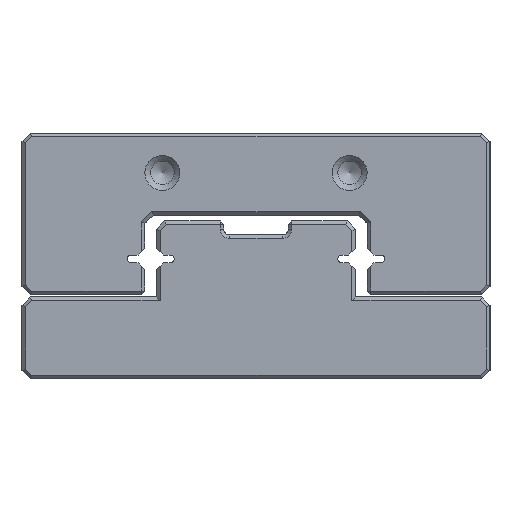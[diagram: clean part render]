
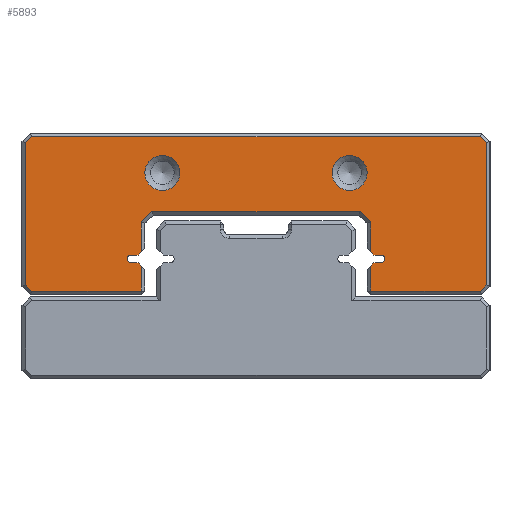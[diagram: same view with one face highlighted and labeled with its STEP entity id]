
A CAD part, left-side view. The second image highlights one B-rep face of the part: STEP entity #5893.
In plain terms, the highlighted planar face has unit normal (-1, 0, 0).
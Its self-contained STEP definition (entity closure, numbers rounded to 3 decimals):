
#5040=FACE_BOUND('',#8990,.T.);
#5041=FACE_BOUND('',#8991,.T.);
#5042=FACE_BOUND('',#8992,.T.);
#5486=CIRCLE('',#24540,0.333);
#5501=CIRCLE('',#24563,0.333);
#5505=CIRCLE('',#24573,1.5);
#5506=CIRCLE('',#24574,1.5);
#5893=ADVANCED_FACE('',(#5040,#5041,#5042),#6985,.T.);
#6985=PLANE('',#24575);
#8990=EDGE_LOOP('',(#11687,#11688,#11689,#11690,#11691,#11692,#11693,#11694,
#11695,#11696,#11697,#11698,#11699,#11700,#11701,#11702,#11703,#11704,#11705,
#11706,#11707,#11708,#11709,#11710,#11711,#11712));
#8991=EDGE_LOOP('',(#11713));
#8992=EDGE_LOOP('',(#11714));
#11687=ORIENTED_EDGE('',*,*,#18369,.F.);
#11688=ORIENTED_EDGE('',*,*,#18410,.T.);
#11689=ORIENTED_EDGE('',*,*,#18411,.T.);
#11690=ORIENTED_EDGE('',*,*,#18412,.T.);
#11691=ORIENTED_EDGE('',*,*,#18413,.T.);
#11692=ORIENTED_EDGE('',*,*,#18414,.T.);
#11693=ORIENTED_EDGE('',*,*,#18330,.F.);
#11694=ORIENTED_EDGE('',*,*,#18324,.F.);
#11695=ORIENTED_EDGE('',*,*,#18321,.F.);
#11696=ORIENTED_EDGE('',*,*,#18318,.F.);
#11697=ORIENTED_EDGE('',*,*,#18316,.F.);
#11698=ORIENTED_EDGE('',*,*,#18415,.T.);
#11699=ORIENTED_EDGE('',*,*,#18416,.T.);
#11700=ORIENTED_EDGE('',*,*,#18417,.T.);
#11701=ORIENTED_EDGE('',*,*,#18418,.T.);
#11702=ORIENTED_EDGE('',*,*,#18419,.T.);
#11703=ORIENTED_EDGE('',*,*,#18420,.T.);
#11704=ORIENTED_EDGE('',*,*,#18421,.T.);
#11705=ORIENTED_EDGE('',*,*,#18422,.T.);
#11706=ORIENTED_EDGE('',*,*,#18423,.T.);
#11707=ORIENTED_EDGE('',*,*,#18424,.T.);
#11708=ORIENTED_EDGE('',*,*,#18425,.T.);
#11709=ORIENTED_EDGE('',*,*,#18383,.F.);
#11710=ORIENTED_EDGE('',*,*,#18377,.F.);
#11711=ORIENTED_EDGE('',*,*,#18374,.F.);
#11712=ORIENTED_EDGE('',*,*,#18371,.F.);
#11713=ORIENTED_EDGE('',*,*,#18426,.T.);
#11714=ORIENTED_EDGE('',*,*,#18427,.T.);
#16300=VERTEX_POINT('',#32648);
#16301=VERTEX_POINT('',#32650);
#16302=VERTEX_POINT('',#32654);
#16304=VERTEX_POINT('',#32660);
#16306=VERTEX_POINT('',#32666);
#16311=VERTEX_POINT('',#32678);
#16347=VERTEX_POINT('',#32756);
#16348=VERTEX_POINT('',#32758);
#16349=VERTEX_POINT('',#32762);
#16351=VERTEX_POINT('',#32768);
#16353=VERTEX_POINT('',#32774);
#16358=VERTEX_POINT('',#32786);
#16381=VERTEX_POINT('',#32840);
#16382=VERTEX_POINT('',#32842);
#16383=VERTEX_POINT('',#32844);
#16384=VERTEX_POINT('',#32846);
#16385=VERTEX_POINT('',#32849);
#16386=VERTEX_POINT('',#32851);
#16387=VERTEX_POINT('',#32853);
#16388=VERTEX_POINT('',#32855);
#16389=VERTEX_POINT('',#32857);
#16390=VERTEX_POINT('',#32859);
#16391=VERTEX_POINT('',#32861);
#16392=VERTEX_POINT('',#32863);
#16393=VERTEX_POINT('',#32865);
#16394=VERTEX_POINT('',#32867);
#16395=VERTEX_POINT('',#32870);
#16396=VERTEX_POINT('',#32872);
#18316=EDGE_CURVE('',#16300,#16301,#20718,.T.);
#18318=EDGE_CURVE('',#16301,#16302,#20720,.T.);
#18321=EDGE_CURVE('',#16302,#16304,#5486,.T.);
#18324=EDGE_CURVE('',#16304,#16306,#20724,.T.);
#18330=EDGE_CURVE('',#16306,#16311,#20730,.T.);
#18369=EDGE_CURVE('',#16347,#16348,#20756,.T.);
#18371=EDGE_CURVE('',#16348,#16349,#20758,.T.);
#18374=EDGE_CURVE('',#16349,#16351,#5501,.T.);
#18377=EDGE_CURVE('',#16351,#16353,#20762,.T.);
#18383=EDGE_CURVE('',#16353,#16358,#20768,.T.);
#18410=EDGE_CURVE('',#16347,#16381,#20793,.T.);
#18411=EDGE_CURVE('',#16381,#16382,#20794,.T.);
#18412=EDGE_CURVE('',#16382,#16383,#20795,.T.);
#18413=EDGE_CURVE('',#16383,#16384,#20796,.T.);
#18414=EDGE_CURVE('',#16384,#16311,#20797,.T.);
#18415=EDGE_CURVE('',#16300,#16385,#20798,.T.);
#18416=EDGE_CURVE('',#16385,#16386,#20799,.T.);
#18417=EDGE_CURVE('',#16386,#16387,#20800,.T.);
#18418=EDGE_CURVE('',#16387,#16388,#20801,.T.);
#18419=EDGE_CURVE('',#16388,#16389,#20802,.T.);
#18420=EDGE_CURVE('',#16389,#16390,#20803,.T.);
#18421=EDGE_CURVE('',#16390,#16391,#20804,.T.);
#18422=EDGE_CURVE('',#16391,#16392,#20805,.T.);
#18423=EDGE_CURVE('',#16392,#16393,#20806,.T.);
#18424=EDGE_CURVE('',#16393,#16394,#20807,.T.);
#18425=EDGE_CURVE('',#16394,#16358,#20808,.T.);
#18426=EDGE_CURVE('',#16395,#16395,#5505,.T.);
#18427=EDGE_CURVE('',#16396,#16396,#5506,.T.);
#20718=LINE('',#32649,#22782);
#20720=LINE('',#32653,#22784);
#20724=LINE('',#32665,#22788);
#20730=LINE('',#32677,#22794);
#20756=LINE('',#32757,#22820);
#20758=LINE('',#32761,#22822);
#20762=LINE('',#32773,#22826);
#20768=LINE('',#32785,#22832);
#20793=LINE('',#32839,#22857);
#20794=LINE('',#32841,#22858);
#20795=LINE('',#32843,#22859);
#20796=LINE('',#32845,#22860);
#20797=LINE('',#32847,#22861);
#20798=LINE('',#32848,#22862);
#20799=LINE('',#32850,#22863);
#20800=LINE('',#32852,#22864);
#20801=LINE('',#32854,#22865);
#20802=LINE('',#32856,#22866);
#20803=LINE('',#32858,#22867);
#20804=LINE('',#32860,#22868);
#20805=LINE('',#32862,#22869);
#20806=LINE('',#32864,#22870);
#20807=LINE('',#32866,#22871);
#20808=LINE('',#32868,#22872);
#22782=VECTOR('',#26952,1.);
#22784=VECTOR('',#26956,1.);
#22788=VECTOR('',#26968,1.);
#22794=VECTOR('',#26976,1.);
#22820=VECTOR('',#27036,1.);
#22822=VECTOR('',#27040,1.);
#22826=VECTOR('',#27052,1.);
#22832=VECTOR('',#27060,1.);
#22857=VECTOR('',#27097,1.);
#22858=VECTOR('',#27098,1.);
#22859=VECTOR('',#27099,1.);
#22860=VECTOR('',#27100,1.);
#22861=VECTOR('',#27101,1.);
#22862=VECTOR('',#27102,1.);
#22863=VECTOR('',#27103,1.);
#22864=VECTOR('',#27104,1.);
#22865=VECTOR('',#27105,1.);
#22866=VECTOR('',#27106,1.);
#22867=VECTOR('',#27107,1.);
#22868=VECTOR('',#27108,1.);
#22869=VECTOR('',#27109,1.);
#22870=VECTOR('',#27110,1.);
#22871=VECTOR('',#27111,1.);
#22872=VECTOR('',#27112,1.);
#24540=AXIS2_PLACEMENT_3D('',#32659,#26961,#26962);
#24563=AXIS2_PLACEMENT_3D('',#32767,#27045,#27046);
#24573=AXIS2_PLACEMENT_3D('',#32869,#27113,#27114);
#24574=AXIS2_PLACEMENT_3D('',#32871,#27115,#27116);
#24575=AXIS2_PLACEMENT_3D('',#32873,#27117,#27118);
#26952=DIRECTION('',(0.,-0.707,0.707));
#26956=DIRECTION('',(0.,-1.,0.));
#26961=DIRECTION('',(-1.,0.,0.));
#26962=DIRECTION('',(0.,0.,-1.));
#26968=DIRECTION('',(0.,1.,0.));
#26976=DIRECTION('',(0.,0.707,0.707));
#27036=DIRECTION('',(0.,0.707,-0.707));
#27040=DIRECTION('',(0.,1.,0.));
#27045=DIRECTION('',(-1.,0.,0.));
#27046=DIRECTION('',(0.,0.,1.));
#27052=DIRECTION('',(0.,-1.,0.));
#27060=DIRECTION('',(0.,-0.707,-0.707));
#27097=DIRECTION('',(0.,0.,1.));
#27098=DIRECTION('',(0.,-0.707,0.707));
#27099=DIRECTION('',(0.,-1.,0.));
#27100=DIRECTION('',(0.,-0.707,-0.707));
#27101=DIRECTION('',(0.,0.,-1.));
#27102=DIRECTION('',(0.,0.,-1.));
#27103=DIRECTION('',(0.,-1.,0.));
#27104=DIRECTION('',(0.,-0.707,0.707));
#27105=DIRECTION('',(0.,0.,1.));
#27106=DIRECTION('',(0.,0.707,0.707));
#27107=DIRECTION('',(0.,1.,0.));
#27108=DIRECTION('',(0.,0.707,-0.707));
#27109=DIRECTION('',(0.,0.,-1.));
#27110=DIRECTION('',(0.,-0.707,-0.707));
#27111=DIRECTION('',(0.,-1.,0.));
#27112=DIRECTION('',(0.,0.,1.));
#27113=DIRECTION('',(1.,0.,0.));
#27114=DIRECTION('',(0.,0.,-1.));
#27115=DIRECTION('',(1.,0.,0.));
#27116=DIRECTION('',(0.,0.,-1.));
#27117=DIRECTION('',(-1.,0.,0.));
#27118=DIRECTION('',(0.,0.,-1.));
#32648=CARTESIAN_POINT('',(80.,10.2,9.636));
#32649=CARTESIAN_POINT('',(80.,10.5,9.336));
#32650=CARTESIAN_POINT('',(80.,9.919,9.917));
#32653=CARTESIAN_POINT('',(80.,9.919,9.917));
#32654=CARTESIAN_POINT('',(80.,9.333,9.917));
#32659=CARTESIAN_POINT('',(80.,9.333,10.25));
#32660=CARTESIAN_POINT('',(80.,9.333,10.583));
#32665=CARTESIAN_POINT('',(80.,9.333,10.583));
#32666=CARTESIAN_POINT('',(80.,9.919,10.583));
#32677=CARTESIAN_POINT('',(80.,9.919,10.583));
#32678=CARTESIAN_POINT('',(80.,10.2,10.864));
#32756=CARTESIAN_POINT('',(80.,29.8,10.864));
#32757=CARTESIAN_POINT('',(80.,29.5,11.164));
#32758=CARTESIAN_POINT('',(80.,30.081,10.583));
#32761=CARTESIAN_POINT('',(80.,30.081,10.583));
#32762=CARTESIAN_POINT('',(80.,30.667,10.583));
#32767=CARTESIAN_POINT('',(80.,30.667,10.25));
#32768=CARTESIAN_POINT('',(80.,30.667,9.917));
#32773=CARTESIAN_POINT('',(80.,30.667,9.917));
#32774=CARTESIAN_POINT('',(80.,30.081,9.917));
#32785=CARTESIAN_POINT('',(80.,30.081,9.917));
#32786=CARTESIAN_POINT('',(80.,29.8,9.636));
#32839=CARTESIAN_POINT('',(80.,29.8,13.3));
#32840=CARTESIAN_POINT('',(80.,29.8,13.424));
#32841=CARTESIAN_POINT('',(80.,29.012,14.212));
#32842=CARTESIAN_POINT('',(80.,28.924,14.3));
#32843=CARTESIAN_POINT('',(80.,11.2,14.3));
#32844=CARTESIAN_POINT('',(80.,11.076,14.3));
#32845=CARTESIAN_POINT('',(80.,10.288,13.512));
#32846=CARTESIAN_POINT('',(80.,10.2,13.424));
#32847=CARTESIAN_POINT('',(80.,10.2,11.164));
#32848=CARTESIAN_POINT('',(80.,10.2,7.2));
#32849=CARTESIAN_POINT('',(80.,10.2,7.5));
#32850=CARTESIAN_POINT('',(80.,0.7,7.5));
#32851=CARTESIAN_POINT('',(80.,0.824,7.5));
#32852=CARTESIAN_POINT('',(80.,3.704,4.62));
#32853=CARTESIAN_POINT('',(80.,0.3,8.024));
#32854=CARTESIAN_POINT('',(80.,0.3,20.3));
#32855=CARTESIAN_POINT('',(80.,0.3,20.176));
#32856=CARTESIAN_POINT('',(80.,-0.146,19.73));
#32857=CARTESIAN_POINT('',(80.,0.824,20.7));
#32858=CARTESIAN_POINT('',(80.,39.3,20.7));
#32859=CARTESIAN_POINT('',(80.,39.176,20.7));
#32860=CARTESIAN_POINT('',(80.,29.48,30.396));
#32861=CARTESIAN_POINT('',(80.,39.7,20.176));
#32862=CARTESIAN_POINT('',(80.,39.7,7.9));
#32863=CARTESIAN_POINT('',(80.,39.7,8.024));
#32864=CARTESIAN_POINT('',(80.,25.63,-6.046));
#32865=CARTESIAN_POINT('',(80.,39.176,7.5));
#32866=CARTESIAN_POINT('',(80.,29.5,7.5));
#32867=CARTESIAN_POINT('',(80.,29.8,7.5));
#32868=CARTESIAN_POINT('',(80.,29.8,9.336));
#32869=CARTESIAN_POINT('',(80.,12.,17.6));
#32870=CARTESIAN_POINT('',(80.,12.,16.1));
#32871=CARTESIAN_POINT('',(80.,28.,17.6));
#32872=CARTESIAN_POINT('',(80.,28.,16.1));
#32873=CARTESIAN_POINT('',(80.,9.333,10.25));
